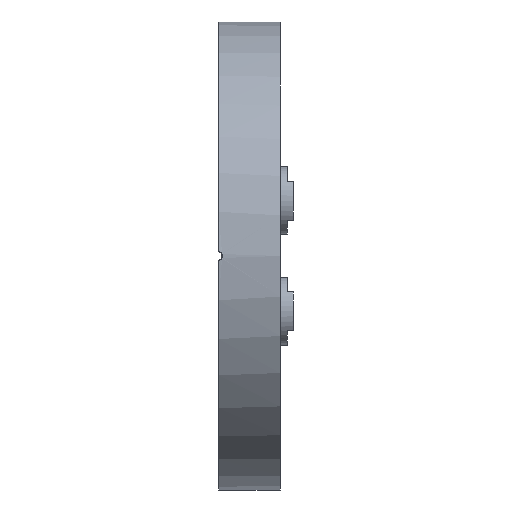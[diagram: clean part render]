
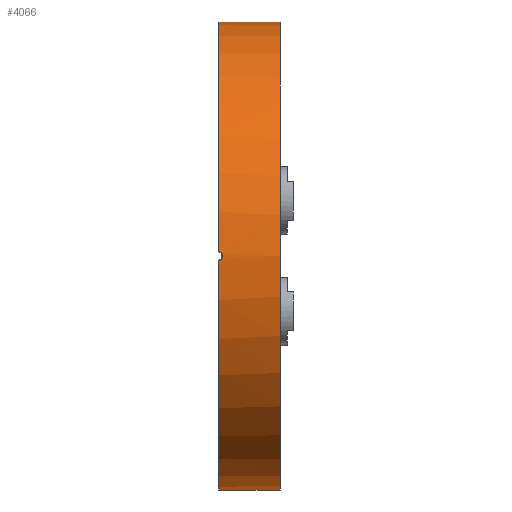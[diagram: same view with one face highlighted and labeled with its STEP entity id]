
A CAD part, left-side view. The second image highlights one B-rep face of the part: STEP entity #4066.
In plain terms, the highlighted cylindrical face has radius 57.15 mm (diameter 114.3 mm), a partial arc.
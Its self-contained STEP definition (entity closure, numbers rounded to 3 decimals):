
#200 = DIRECTION ( 'NONE',  ( 0., 1., 0. ) ) ;
#431 = EDGE_CURVE ( 'NONE', #2789, #11609, #5675, .T. ) ;
#802 = CIRCLE ( 'NONE', #4766, 57.15 ) ;
#809 = VERTEX_POINT ( 'NONE', #3261 ) ;
#1011 = DIRECTION ( 'NONE',  ( 0., 1., 0. ) ) ;
#1068 = CARTESIAN_POINT ( 'NONE',  ( -57.141, 0., -1. ) ) ;
#1307 = EDGE_LOOP ( 'NONE', ( #5852, #4799, #1388, #7126, #2179, #10227 ) ) ;
#1388 = ORIENTED_EDGE ( 'NONE', *, *, #3616, .T. ) ;
#1631 = CARTESIAN_POINT ( 'NONE',  ( 0., -15., -57.15 ) ) ;
#1890 = DIRECTION ( 'NONE',  ( 0., 1., 0. ) ) ;
#1924 = CARTESIAN_POINT ( 'NONE',  ( -57.15, -0.974, 0.263 ) ) ;
#2056 = CARTESIAN_POINT ( 'NONE',  ( -57.15, -1., 0.131 ) ) ;
#2179 = ORIENTED_EDGE ( 'NONE', *, *, #2219, .T. ) ;
#2219 = EDGE_CURVE ( 'NONE', #2789, #10077, #8160, .T. ) ;
#2326 = CARTESIAN_POINT ( 'NONE',  ( 0., -15., 0. ) ) ;
#2731 = DIRECTION ( 'NONE',  ( 0., 0., 1. ) ) ;
#2789 = VERTEX_POINT ( 'NONE', #11324 ) ;
#2820 = VECTOR ( 'NONE', #7678, 1000. ) ;
#3261 = CARTESIAN_POINT ( 'NONE',  ( 0., -15., -57.15 ) ) ;
#3302 = DIRECTION ( 'NONE',  ( 0., 0., 1. ) ) ;
#3599 = EDGE_CURVE ( 'NONE', #809, #11811, #11799, .T. ) ;
#3616 = EDGE_CURVE ( 'NONE', #11811, #11609, #12224, .T. ) ;
#3671 = CARTESIAN_POINT ( 'NONE',  ( -57.143, -0.504, 0.874 ) ) ;
#4006 = EDGE_CURVE ( 'NONE', #809, #5581, #12699, .T. ) ;
#4066 = ADVANCED_FACE ( 'NONE', ( #6839 ), #11699, .T. ) ;
#4199 = CARTESIAN_POINT ( 'NONE',  ( 0., -15., 57.15 ) ) ;
#4404 = DIRECTION ( 'NONE',  ( 0., 0., 1. ) ) ;
#4443 = CARTESIAN_POINT ( 'NONE',  ( 0., 0., -57.15 ) ) ;
#4575 = CARTESIAN_POINT ( 'NONE',  ( 0., 0., 0. ) ) ;
#4666 = CARTESIAN_POINT ( 'NONE',  ( -57.141, 0., 1. ) ) ;
#4766 = AXIS2_PLACEMENT_3D ( 'NONE', #11083, #1011, #3302 ) ;
#4799 = ORIENTED_EDGE ( 'NONE', *, *, #3599, .T. ) ;
#4995 = CARTESIAN_POINT ( 'NONE',  ( 0., 0., 57.15 ) ) ;
#5581 = VERTEX_POINT ( 'NONE', #4443 ) ;
#5675 = CIRCLE ( 'NONE', #10075, 57.15 ) ;
#5713 = CARTESIAN_POINT ( 'NONE',  ( -57.147, -0.799, 0.615 ) ) ;
#5852 = ORIENTED_EDGE ( 'NONE', *, *, #4006, .F. ) ;
#5896 = CARTESIAN_POINT ( 'NONE',  ( -57.143, -0.521, -0.893 ) ) ;
#6085 = EDGE_CURVE ( 'NONE', #5581, #10077, #802, .T. ) ;
#6839 = FACE_OUTER_BOUND ( 'NONE', #1307, .T. ) ;
#7126 = ORIENTED_EDGE ( 'NONE', *, *, #431, .F. ) ;
#7178 = VECTOR ( 'NONE', #11148, 1000. ) ;
#7408 = CARTESIAN_POINT ( 'NONE',  ( 0., -15., 57.15 ) ) ;
#7653 = CARTESIAN_POINT ( 'NONE',  ( -57.144, -0.615, 0.799 ) ) ;
#7678 = DIRECTION ( 'NONE',  ( 0., 1., 0. ) ) ;
#8160 = B_SPLINE_CURVE_WITH_KNOTS ( 'NONE', 3,
 ( #4666, #8642, #12675, #3671, #7653, #5713, #12873, #1924, #2056, #12148, #8902, #10931, #11871, #5896, #10030, #1068 ),
 .UNSPECIFIED., .F., .F.,
 ( 4, 2, 2, 2, 2, 2, 2, 4 ),
 ( 0., 0., 0.001, 0.001, 0.002, 0.002, 0.002, 0.003 ),
 .UNSPECIFIED. ) ;
#8605 = CARTESIAN_POINT ( 'NONE',  ( 0., -15., 0. ) ) ;
#8642 = CARTESIAN_POINT ( 'NONE',  ( -57.141, -0.132, 1. ) ) ;
#8902 = CARTESIAN_POINT ( 'NONE',  ( -57.15, -0.974, -0.261 ) ) ;
#9064 = AXIS2_PLACEMENT_3D ( 'NONE', #2326, #200, #4404 ) ;
#10030 = CARTESIAN_POINT ( 'NONE',  ( -57.141, -0.264, -1. ) ) ;
#10075 = AXIS2_PLACEMENT_3D ( 'NONE', #4575, #11517, #11585 ) ;
#10077 = VERTEX_POINT ( 'NONE', #10435 ) ;
#10227 = ORIENTED_EDGE ( 'NONE', *, *, #6085, .F. ) ;
#10435 = CARTESIAN_POINT ( 'NONE',  ( -57.141, 0., -1. ) ) ;
#10931 = CARTESIAN_POINT ( 'NONE',  ( -57.148, -0.874, -0.503 ) ) ;
#11083 = CARTESIAN_POINT ( 'NONE',  ( 0., 0., 0. ) ) ;
#11148 = DIRECTION ( 'NONE',  ( 0., 1., 0. ) ) ;
#11324 = CARTESIAN_POINT ( 'NONE',  ( -57.141, 0., 1. ) ) ;
#11517 = DIRECTION ( 'NONE',  ( 0., 1., 0. ) ) ;
#11585 = DIRECTION ( 'NONE',  ( 0., 0., 1. ) ) ;
#11609 = VERTEX_POINT ( 'NONE', #4995 ) ;
#11699 = CYLINDRICAL_SURFACE ( 'NONE', #12464, 57.15 ) ;
#11799 = CIRCLE ( 'NONE', #9064, 57.15 ) ;
#11811 = VERTEX_POINT ( 'NONE', #7408 ) ;
#11871 = CARTESIAN_POINT ( 'NONE',  ( -57.147, -0.801, -0.613 ) ) ;
#12148 = CARTESIAN_POINT ( 'NONE',  ( -57.15, -1., -0.13 ) ) ;
#12224 = LINE ( 'NONE', #4199, #7178 ) ;
#12464 = AXIS2_PLACEMENT_3D ( 'NONE', #8605, #1890, #2731 ) ;
#12675 = CARTESIAN_POINT ( 'NONE',  ( -57.142, -0.262, 0.974 ) ) ;
#12699 = LINE ( 'NONE', #1631, #2820 ) ;
#12873 = CARTESIAN_POINT ( 'NONE',  ( -57.148, -0.874, 0.503 ) ) ;
